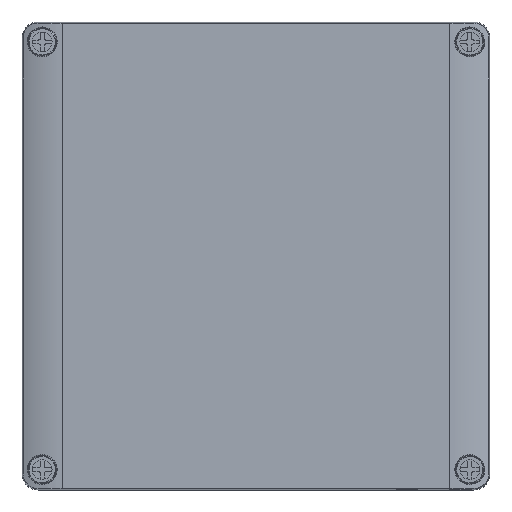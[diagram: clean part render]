
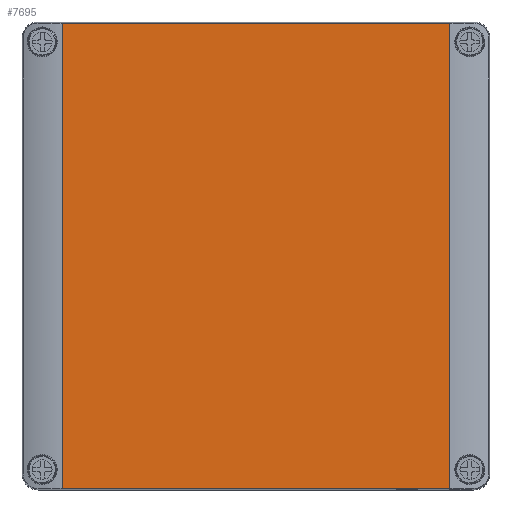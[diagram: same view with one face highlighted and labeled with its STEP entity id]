
A CAD part, top view. The second image highlights one B-rep face of the part: STEP entity #7695.
In plain terms, the highlighted planar face has unit normal (0, 0, 1).
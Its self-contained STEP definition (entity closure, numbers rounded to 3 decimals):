
#7675=AXIS2_PLACEMENT_3D('Plane Axis2P3D',#7672,#7673,#7674) ;
#7187=CARTESIAN_POINT('Vertex',(160.,0.436,75.)) ;
#7192=CARTESIAN_POINT('Line Origine',(87.5,0.436,75.)) ;
#7196=CARTESIAN_POINT('Vertex',(15.,0.436,75.)) ;
#7475=CARTESIAN_POINT('Vertex',(160.,174.564,75.)) ;
#7480=CARTESIAN_POINT('Line Origine',(160.,0.,75.)) ;
#7672=CARTESIAN_POINT('Axis2P3D Location',(15.,0.,75.)) ;
#7677=CARTESIAN_POINT('Line Origine',(87.5,174.564,75.)) ;
#7681=CARTESIAN_POINT('Vertex',(15.,174.564,75.)) ;
#7684=CARTESIAN_POINT('Line Origine',(15.,87.5,75.)) ;
#7193=DIRECTION('Vector Direction',(1.,0.,0.)) ;
#7481=DIRECTION('Vector Direction',(0.,1.,0.)) ;
#7673=DIRECTION('Axis2P3D Direction',(0.,0.,1.)) ;
#7674=DIRECTION('Axis2P3D XDirection',(1.,0.,0.)) ;
#7678=DIRECTION('Vector Direction',(1.,0.,0.)) ;
#7685=DIRECTION('Vector Direction',(0.,1.,0.)) ;
#7194=VECTOR('Line Direction',#7193,1.) ;
#7482=VECTOR('Line Direction',#7481,1.) ;
#7679=VECTOR('Line Direction',#7678,1.) ;
#7686=VECTOR('Line Direction',#7685,1.) ;
#7690=ORIENTED_EDGE('',*,*,#7484,.T.) ;
#7691=ORIENTED_EDGE('',*,*,#7683,.F.) ;
#7692=ORIENTED_EDGE('',*,*,#7688,.F.) ;
#7693=ORIENTED_EDGE('',*,*,#7198,.T.) ;
#7695=ADVANCED_FACE('DE_MPC_17-17-07\\MANIFOLD_SOLID_BREP #46657',(#7694),#7676,.T.) ;
#7198=EDGE_CURVE('',#7197,#7188,#7195,.T.) ;
#7484=EDGE_CURVE('',#7188,#7476,#7483,.T.) ;
#7683=EDGE_CURVE('',#7682,#7476,#7680,.T.) ;
#7688=EDGE_CURVE('',#7197,#7682,#7687,.T.) ;
#7689=EDGE_LOOP('',(#7690,#7691,#7692,#7693)) ;
#7694=FACE_OUTER_BOUND('',#7689,.T.) ;
#7195=LINE('Line',#7192,#7194) ;
#7483=LINE('Line',#7480,#7482) ;
#7680=LINE('Line',#7677,#7679) ;
#7687=LINE('Line',#7684,#7686) ;
#7676=PLANE('',#7675) ;
#7188=VERTEX_POINT('',#7187) ;
#7197=VERTEX_POINT('',#7196) ;
#7476=VERTEX_POINT('',#7475) ;
#7682=VERTEX_POINT('',#7681) ;
